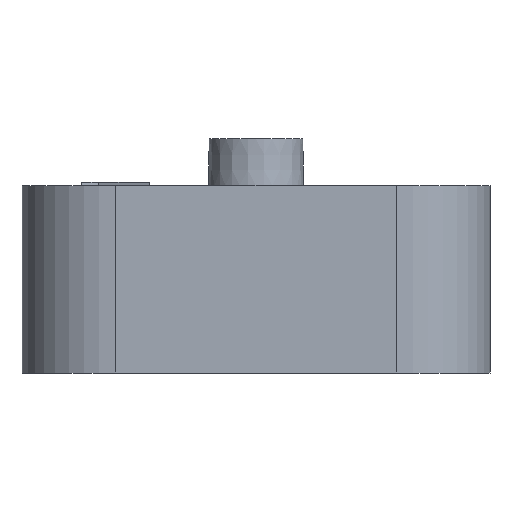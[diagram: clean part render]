
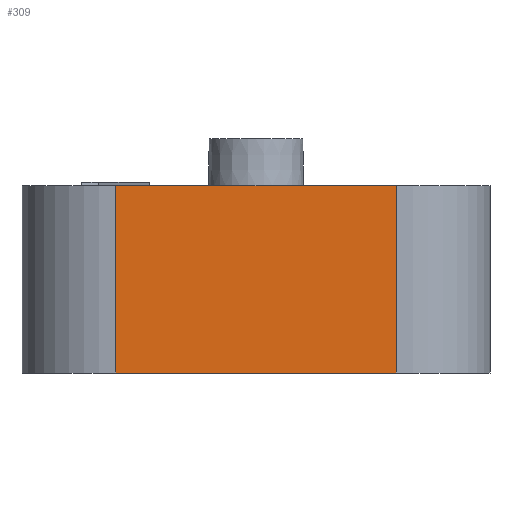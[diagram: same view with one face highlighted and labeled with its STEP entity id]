
A CAD part, left-side view. The second image highlights one B-rep face of the part: STEP entity #309.
In plain terms, the highlighted planar face has unit normal (-1, 0, 0).
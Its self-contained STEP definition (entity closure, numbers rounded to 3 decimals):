
#309 = ADVANCED_FACE( '', ( #818 ), #819, .T. );
#818 = FACE_OUTER_BOUND( '', #1328, .T. );
#819 = PLANE( '', #1329 );
#1328 = EDGE_LOOP( '', ( #3210, #3211, #3212, #3213 ) );
#1329 = AXIS2_PLACEMENT_3D( '', #3214, #3215, #3216 );
#3210 = ORIENTED_EDGE( '', *, *, #3257, .F. );
#3211 = ORIENTED_EDGE( '', *, *, #3814, .F. );
#3212 = ORIENTED_EDGE( '', *, *, #3372, .T. );
#3213 = ORIENTED_EDGE( '', *, *, #3815, .T. );
#3214 = CARTESIAN_POINT( '', ( -21., 7.5, 0. ) );
#3215 = DIRECTION( '', ( -1., 0., 0. ) );
#3216 = DIRECTION( '', ( 0., 1., 0. ) );
#3257 = EDGE_CURVE( '', #3881, #3883, #3884, .T. );
#3372 = EDGE_CURVE( '', #4107, #4105, #4108, .T. );
#3814 = EDGE_CURVE( '', #4107, #3881, #4802, .T. );
#3815 = EDGE_CURVE( '', #4105, #3883, #4803, .T. );
#3881 = VERTEX_POINT( '', #4897 );
#3883 = VERTEX_POINT( '', #4899 );
#3884 = LINE( '', #4900, #4901 );
#4105 = VERTEX_POINT( '', #5230 );
#4107 = VERTEX_POINT( '', #5232 );
#4108 = LINE( '', #5233, #5234 );
#4802 = LINE( '', #6364, #6365 );
#4803 = LINE( '', #6366, #6367 );
#4897 = CARTESIAN_POINT( '', ( -21., 7.5, 10. ) );
#4899 = CARTESIAN_POINT( '', ( -21., -7.5, 10. ) );
#4900 = CARTESIAN_POINT( '', ( -21., 7.5, 10. ) );
#4901 = VECTOR( '', #6411, 1000. );
#5230 = CARTESIAN_POINT( '', ( -21., -7.5, 0. ) );
#5232 = CARTESIAN_POINT( '', ( -21., 7.5, 0. ) );
#5233 = CARTESIAN_POINT( '', ( -21., 7.5, 0. ) );
#5234 = VECTOR( '', #6538, 1000. );
#6364 = CARTESIAN_POINT( '', ( -21., 7.5, 0. ) );
#6365 = VECTOR( '', #6990, 1000. );
#6366 = CARTESIAN_POINT( '', ( -21., -7.5, 0. ) );
#6367 = VECTOR( '', #6991, 1000. );
#6411 = DIRECTION( '', ( 0., -1., 0. ) );
#6538 = DIRECTION( '', ( 0., -1., 0. ) );
#6990 = DIRECTION( '', ( 0., 0., 1. ) );
#6991 = DIRECTION( '', ( 0., 0., 1. ) );
